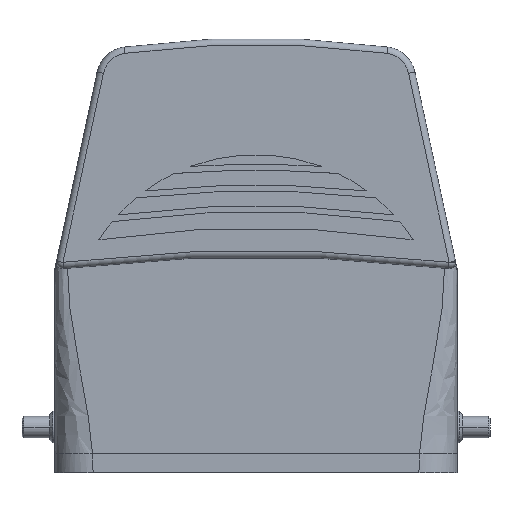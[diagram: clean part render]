
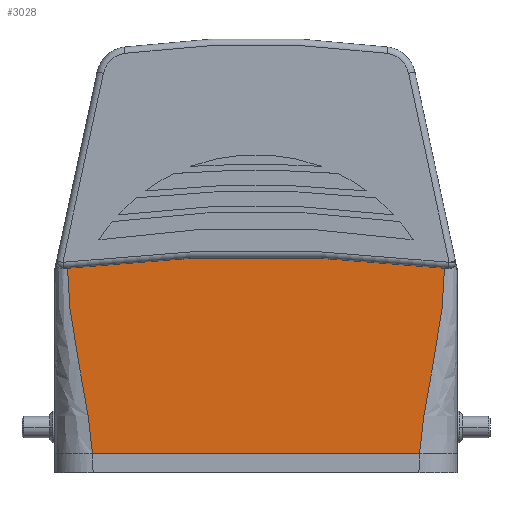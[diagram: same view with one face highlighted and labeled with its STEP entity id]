
A CAD part, top view. The second image highlights one B-rep face of the part: STEP entity #3028.
In plain terms, the highlighted planar face has unit normal (0, 0, 1).
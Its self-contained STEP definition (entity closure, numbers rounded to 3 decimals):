
#135 = CARTESIAN_POINT ( 'NONE',  ( -26.209, 12.55, 14.89 ) ) ;
#136 = VECTOR ( 'NONE', #11597, 1000. ) ;
#542 = CARTESIAN_POINT ( 'NONE',  ( 26.209, 12.55, 14.89 ) ) ;
#794 = DIRECTION ( 'NONE',  ( 0., 0., -1. ) ) ;
#889 = VERTEX_POINT ( 'NONE', #2568 ) ;
#1491 = CARTESIAN_POINT ( 'NONE',  ( 25.597, 2.95, 14.89 ) ) ;
#1536 = CARTESIAN_POINT ( 'NONE',  ( 29.5, 31.75, 14.89 ) ) ;
#1691 = DIRECTION ( 'NONE',  ( 0., 0., 1. ) ) ;
#1824 = EDGE_LOOP ( 'NONE', ( #10494, #6022, #7386, #4704 ) ) ;
#2014 = CARTESIAN_POINT ( 'NONE',  ( -25.597, 2.95, 14.89 ) ) ;
#2551 = CARTESIAN_POINT ( 'NONE',  ( 25.597, 2.95, 14.89 ) ) ;
#2558 = CARTESIAN_POINT ( 'NONE',  ( 29.5, 31.914, 14.89 ) ) ;
#2568 = CARTESIAN_POINT ( 'NONE',  ( 29.5, 31.996, 14.89 ) ) ;
#3028 = ADVANCED_FACE ( 'NONE', ( #8565 ), #12871, .F. ) ;
#3086 = CARTESIAN_POINT ( 'NONE',  ( -29.5, 31.996, 14.89 ) ) ;
#3507 = CIRCLE ( 'NONE', #6462, 250. ) ;
#3779 = EDGE_CURVE ( 'NONE', #889, #10781, #3507, .T. ) ;
#4540 = CARTESIAN_POINT ( 'NONE',  ( -29.5, 31.996, 14.89 ) ) ;
#4704 = ORIENTED_EDGE ( 'NONE', *, *, #7546, .T. ) ;
#5162 = CARTESIAN_POINT ( 'NONE',  ( -29.5, 31.832, 14.89 ) ) ;
#6022 = ORIENTED_EDGE ( 'NONE', *, *, #11710, .T. ) ;
#6154 = CARTESIAN_POINT ( 'NONE',  ( -29.5, 22.15, 14.89 ) ) ;
#6462 = AXIS2_PLACEMENT_3D ( 'NONE', #7718, #1691, #8742 ) ;
#6808 = CARTESIAN_POINT ( 'NONE',  ( 0., -216.258, 14.89 ) ) ;
#7140 = B_SPLINE_CURVE_WITH_KNOTS ( 'NONE', 3,
 ( #3086, #9106, #5162, #12193, #6154, #135, #7161 ),
 .UNSPECIFIED., .F., .F.,
 ( 4, 3, 4 ),
 ( 0., 0., 0.029 ),
 .UNSPECIFIED. ) ;
#7161 = CARTESIAN_POINT ( 'NONE',  ( -25.597, 2.95, 14.89 ) ) ;
#7386 = ORIENTED_EDGE ( 'NONE', *, *, #3779, .T. ) ;
#7546 = EDGE_CURVE ( 'NONE', #10781, #10591, #7140, .T. ) ;
#7548 = CARTESIAN_POINT ( 'NONE',  ( 29.5, 22.15, 14.89 ) ) ;
#7718 = CARTESIAN_POINT ( 'NONE',  ( 0., -216.258, 14.89 ) ) ;
#7833 = DIRECTION ( 'NONE',  ( -1., 0., 0. ) ) ;
#8564 = AXIS2_PLACEMENT_3D ( 'NONE', #6808, #794, #7833 ) ;
#8565 = FACE_OUTER_BOUND ( 'NONE', #1824, .T. ) ;
#8575 = CARTESIAN_POINT ( 'NONE',  ( 29.5, 31.832, 14.89 ) ) ;
#8742 = DIRECTION ( 'NONE',  ( -1., 0., 0. ) ) ;
#9106 = CARTESIAN_POINT ( 'NONE',  ( -29.5, 31.914, 14.89 ) ) ;
#9583 = CARTESIAN_POINT ( 'NONE',  ( 29.5, 31.996, 14.89 ) ) ;
#10494 = ORIENTED_EDGE ( 'NONE', *, *, #10794, .F. ) ;
#10571 = CARTESIAN_POINT ( 'NONE',  ( 0., 2.95, 14.89 ) ) ;
#10591 = VERTEX_POINT ( 'NONE', #2014 ) ;
#10781 = VERTEX_POINT ( 'NONE', #4540 ) ;
#10794 = EDGE_CURVE ( 'NONE', #11554, #10591, #10854, .T. ) ;
#10854 = LINE ( 'NONE', #10571, #136 ) ;
#11010 = B_SPLINE_CURVE_WITH_KNOTS ( 'NONE', 3,
 ( #1491, #542, #7548, #1536, #8575, #2558, #9583 ),
 .UNSPECIFIED., .F., .F.,
 ( 4, 3, 4 ),
 ( -0.029, 0., 0. ),
 .UNSPECIFIED. ) ;
#11554 = VERTEX_POINT ( 'NONE', #2551 ) ;
#11597 = DIRECTION ( 'NONE',  ( -1., 0., 0. ) ) ;
#11710 = EDGE_CURVE ( 'NONE', #11554, #889, #11010, .T. ) ;
#12193 = CARTESIAN_POINT ( 'NONE',  ( -29.5, 31.75, 14.89 ) ) ;
#12871 = PLANE ( 'NONE',  #8564 ) ;
